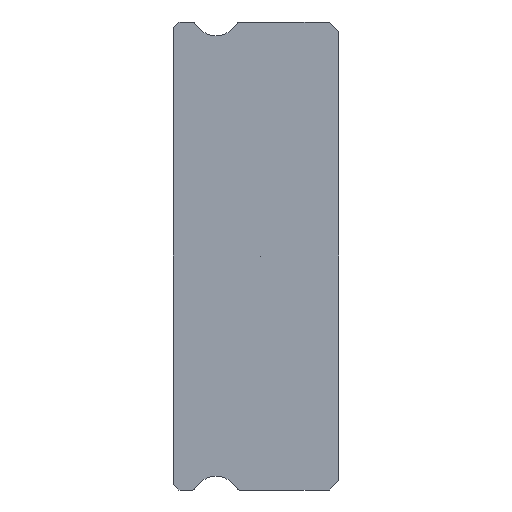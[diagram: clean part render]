
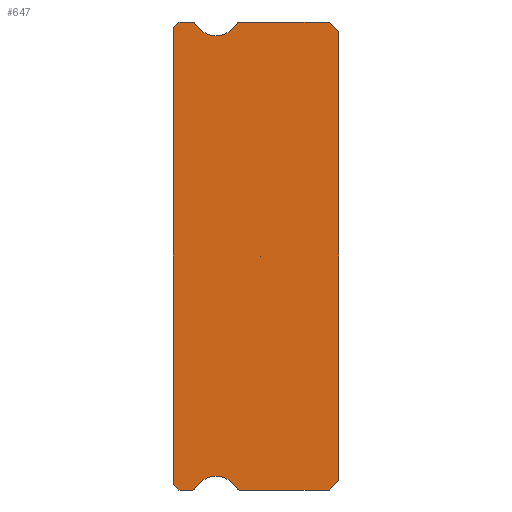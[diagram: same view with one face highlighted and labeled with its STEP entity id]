
A CAD part, left-side view. The second image highlights one B-rep face of the part: STEP entity #647.
In plain terms, the highlighted planar face has unit normal (-1, 0, 0).
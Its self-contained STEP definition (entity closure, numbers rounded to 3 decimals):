
#3 = VERTEX_POINT ( 'NONE', #1255 ) ;
#5 = DIRECTION ( 'NONE',  ( 0., 0., -1. ) ) ;
#13 = VECTOR ( 'NONE', #909, 1000. ) ;
#14 = DIRECTION ( 'NONE',  ( 0., 1., 0. ) ) ;
#17 = VECTOR ( 'NONE', #173, 1000. ) ;
#26 = CARTESIAN_POINT ( 'NONE',  ( -5., 8.5, -11.7 ) ) ;
#48 = ORIENTED_EDGE ( 'NONE', *, *, #161, .F. ) ;
#55 = CARTESIAN_POINT ( 'NONE',  ( -5., 7.383, 11.925 ) ) ;
#83 = AXIS2_PLACEMENT_3D ( 'NONE', #1049, #1583, #374 ) ;
#84 = DIRECTION ( 'NONE',  ( 0., -0.707, -0.707 ) ) ;
#89 = CARTESIAN_POINT ( 'NONE',  ( -5., 5.088, -12. ) ) ;
#99 = CARTESIAN_POINT ( 'NONE',  ( -5., 6.3, 11.3 ) ) ;
#116 = CARTESIAN_POINT ( 'NONE',  ( -5., 8.2, 12. ) ) ;
#125 = CARTESIAN_POINT ( 'NONE',  ( -5., 8.5, 11.85 ) ) ;
#147 = ORIENTED_EDGE ( 'NONE', *, *, #492, .F. ) ;
#155 = EDGE_CURVE ( 'NONE', #1101, #620, #252, .T. ) ;
#161 = EDGE_CURVE ( 'NONE', #620, #464, #1017, .T. ) ;
#162 = ORIENTED_EDGE ( 'NONE', *, *, #633, .F. ) ;
#165 = VECTOR ( 'NONE', #1479, 1000. ) ;
#173 = DIRECTION ( 'NONE',  ( 0., 0.707, -0.707 ) ) ;
#175 = VERTEX_POINT ( 'NONE', #432 ) ;
#191 = LINE ( 'NONE', #330, #1319 ) ;
#192 = VECTOR ( 'NONE', #384, 1000. ) ;
#214 = EDGE_CURVE ( 'NONE', #1173, #579, #1195, .T. ) ;
#242 = DIRECTION ( 'NONE',  ( 0., 0., -1. ) ) ;
#252 = CIRCLE ( 'NONE', #316, 1.25 ) ;
#278 = CARTESIAN_POINT ( 'NONE',  ( -5., 6.3, 12.55 ) ) ;
#295 = EDGE_CURVE ( 'NONE', #3, #1159, #1607, .T. ) ;
#302 = CIRCLE ( 'NONE', #1272, 0.15 ) ;
#303 = ORIENTED_EDGE ( 'NONE', *, *, #1256, .F. ) ;
#313 = CARTESIAN_POINT ( 'NONE',  ( -5., 6.3, -12.55 ) ) ;
#314 = CIRCLE ( 'NONE', #1660, 0.15 ) ;
#316 = AXIS2_PLACEMENT_3D ( 'NONE', #278, #1356, #1615 ) ;
#329 = VERTEX_POINT ( 'NONE', #594 ) ;
#330 = CARTESIAN_POINT ( 'NONE',  ( -5., 8.2, 12. ) ) ;
#334 = VERTEX_POINT ( 'NONE', #55 ) ;
#340 = ORIENTED_EDGE ( 'NONE', *, *, #651, .F. ) ;
#346 = EDGE_CURVE ( 'NONE', #1173, #329, #1518, .T. ) ;
#370 = AXIS2_PLACEMENT_3D ( 'NONE', #768, #1019, #1695 ) ;
#374 = DIRECTION ( 'NONE',  ( 0., 0., -1. ) ) ;
#384 = DIRECTION ( 'NONE',  ( 0., -1., 0. ) ) ;
#391 = LINE ( 'NONE', #915, #1044 ) ;
#432 = CARTESIAN_POINT ( 'NONE',  ( -5., 7.512, 12. ) ) ;
#452 = CIRCLE ( 'NONE', #822, 0.15 ) ;
#459 = CIRCLE ( 'NONE', #83, 1.25 ) ;
#464 = VERTEX_POINT ( 'NONE', #527 ) ;
#483 = CARTESIAN_POINT ( 'NONE',  ( -5., 0., 11.5 ) ) ;
#492 = EDGE_CURVE ( 'NONE', #563, #575, #1340, .T. ) ;
#514 = LINE ( 'NONE', #813, #165 ) ;
#527 = CARTESIAN_POINT ( 'NONE',  ( -5., 5.088, 12. ) ) ;
#542 = CARTESIAN_POINT ( 'NONE',  ( -5., 5.088, 11.85 ) ) ;
#563 = VERTEX_POINT ( 'NONE', #26 ) ;
#575 = VERTEX_POINT ( 'NONE', #1234 ) ;
#576 = EDGE_CURVE ( 'NONE', #175, #1420, #191, .T. ) ;
#579 = VERTEX_POINT ( 'NONE', #483 ) ;
#594 = CARTESIAN_POINT ( 'NONE',  ( -5., 0.5, -12. ) ) ;
#606 = CARTESIAN_POINT ( 'NONE',  ( -5., 8.2, -12. ) ) ;
#620 = VERTEX_POINT ( 'NONE', #735 ) ;
#630 = VERTEX_POINT ( 'NONE', #606 ) ;
#633 = EDGE_CURVE ( 'NONE', #1159, #1013, #452, .T. ) ;
#634 = DIRECTION ( 'NONE',  ( 1., 0., 0. ) ) ;
#647 = ADVANCED_FACE ( 'NONE', ( #886 ), #1174, .F. ) ;
#649 = EDGE_CURVE ( 'NONE', #630, #1013, #1415, .T. ) ;
#651 = EDGE_CURVE ( 'NONE', #1312, #579, #879, .T. ) ;
#658 = DIRECTION ( 'NONE',  ( 1., 0., 0. ) ) ;
#700 = VECTOR ( 'NONE', #975, 1000. ) ;
#703 = DIRECTION ( 'NONE',  ( -1., 0., 0. ) ) ;
#716 = ORIENTED_EDGE ( 'NONE', *, *, #649, .T. ) ;
#734 = ORIENTED_EDGE ( 'NONE', *, *, #576, .T. ) ;
#735 = CARTESIAN_POINT ( 'NONE',  ( -5., 5.217, 11.925 ) ) ;
#746 = CARTESIAN_POINT ( 'NONE',  ( -5., 0.5, 12. ) ) ;
#751 = EDGE_CURVE ( 'NONE', #329, #1096, #514, .T. ) ;
#752 = ORIENTED_EDGE ( 'NONE', *, *, #782, .F. ) ;
#768 = CARTESIAN_POINT ( 'NONE',  ( -5., 7.512, 11.85 ) ) ;
#779 = CARTESIAN_POINT ( 'NONE',  ( -5., 7.383, -11.925 ) ) ;
#782 = EDGE_CURVE ( 'NONE', #1096, #3, #314, .T. ) ;
#813 = CARTESIAN_POINT ( 'NONE',  ( -5., 7.512, -12. ) ) ;
#822 = AXIS2_PLACEMENT_3D ( 'NONE', #1547, #634, #1432 ) ;
#879 = LINE ( 'NONE', #746, #1433 ) ;
#886 = FACE_OUTER_BOUND ( 'NONE', #1341, .T. ) ;
#909 = DIRECTION ( 'NONE',  ( 0., -0.707, -0.707 ) ) ;
#913 = CARTESIAN_POINT ( 'NONE',  ( -5., 7.512, 11.85 ) ) ;
#915 = CARTESIAN_POINT ( 'NONE',  ( -5., 8.5, 11.7 ) ) ;
#925 = ORIENTED_EDGE ( 'NONE', *, *, #214, .T. ) ;
#931 = DIRECTION ( 'NONE',  ( 0., 0.707, -0.707 ) ) ;
#972 = EDGE_CURVE ( 'NONE', #1420, #575, #391, .T. ) ;
#975 = DIRECTION ( 'NONE',  ( 0., 0., 1. ) ) ;
#997 = EDGE_CURVE ( 'NONE', #464, #1312, #1179, .T. ) ;
#1006 = ORIENTED_EDGE ( 'NONE', *, *, #1016, .T. ) ;
#1011 = CARTESIAN_POINT ( 'NONE',  ( -5., 7.512, -12. ) ) ;
#1013 = VERTEX_POINT ( 'NONE', #1050 ) ;
#1016 = EDGE_CURVE ( 'NONE', #563, #630, #1042, .T. ) ;
#1017 = CIRCLE ( 'NONE', #1459, 0.15 ) ;
#1018 = ORIENTED_EDGE ( 'NONE', *, *, #997, .F. ) ;
#1019 = DIRECTION ( 'NONE',  ( 1., 0., 0. ) ) ;
#1042 = LINE ( 'NONE', #1576, #13 ) ;
#1044 = VECTOR ( 'NONE', #931, 1000. ) ;
#1049 = CARTESIAN_POINT ( 'NONE',  ( -5., 6.3, 12.55 ) ) ;
#1050 = CARTESIAN_POINT ( 'NONE',  ( -5., 7.512, -12. ) ) ;
#1082 = DIRECTION ( 'NONE',  ( 0., 0., 1. ) ) ;
#1096 = VERTEX_POINT ( 'NONE', #89 ) ;
#1101 = VERTEX_POINT ( 'NONE', #99 ) ;
#1107 = AXIS2_PLACEMENT_3D ( 'NONE', #313, #703, #1241 ) ;
#1159 = VERTEX_POINT ( 'NONE', #779 ) ;
#1161 = VECTOR ( 'NONE', #1082, 1000. ) ;
#1167 = ORIENTED_EDGE ( 'NONE', *, *, #346, .F. ) ;
#1168 = DIRECTION ( 'NONE',  ( 0., -1., 0. ) ) ;
#1173 = VERTEX_POINT ( 'NONE', #1424 ) ;
#1174 = PLANE ( 'NONE',  #370 ) ;
#1179 = LINE ( 'NONE', #1712, #192 ) ;
#1195 = LINE ( 'NONE', #1734, #700 ) ;
#1205 = DIRECTION ( 'NONE',  ( 0., 0., -1. ) ) ;
#1234 = CARTESIAN_POINT ( 'NONE',  ( -5., 8.5, 11.7 ) ) ;
#1241 = DIRECTION ( 'NONE',  ( 0., 0., -1. ) ) ;
#1255 = CARTESIAN_POINT ( 'NONE',  ( -5., 5.217, -11.925 ) ) ;
#1256 = EDGE_CURVE ( 'NONE', #334, #1101, #459, .T. ) ;
#1257 = EDGE_CURVE ( 'NONE', #175, #334, #302, .T. ) ;
#1272 = AXIS2_PLACEMENT_3D ( 'NONE', #913, #1443, #242 ) ;
#1312 = VERTEX_POINT ( 'NONE', #1425 ) ;
#1319 = VECTOR ( 'NONE', #14, 1000. ) ;
#1340 = LINE ( 'NONE', #125, #1161 ) ;
#1341 = EDGE_LOOP ( 'NONE', ( #147, #1006, #716, #162, #1486, #752, #1514, #1167, #925, #340, #1018, #48, #1691, #303, #1394, #734, #1482 ) ) ;
#1356 = DIRECTION ( 'NONE',  ( -1., 0., 0. ) ) ;
#1382 = CARTESIAN_POINT ( 'NONE',  ( -5., 0., -11.5 ) ) ;
#1394 = ORIENTED_EDGE ( 'NONE', *, *, #1257, .F. ) ;
#1415 = LINE ( 'NONE', #1011, #1581 ) ;
#1420 = VERTEX_POINT ( 'NONE', #116 ) ;
#1424 = CARTESIAN_POINT ( 'NONE',  ( -5., 0., -11.5 ) ) ;
#1425 = CARTESIAN_POINT ( 'NONE',  ( -5., 0.5, 12. ) ) ;
#1432 = DIRECTION ( 'NONE',  ( 0., 0., -1. ) ) ;
#1433 = VECTOR ( 'NONE', #84, 1000. ) ;
#1443 = DIRECTION ( 'NONE',  ( 1., 0., 0. ) ) ;
#1459 = AXIS2_PLACEMENT_3D ( 'NONE', #542, #658, #5 ) ;
#1479 = DIRECTION ( 'NONE',  ( 0., 1., 0. ) ) ;
#1482 = ORIENTED_EDGE ( 'NONE', *, *, #972, .T. ) ;
#1486 = ORIENTED_EDGE ( 'NONE', *, *, #295, .F. ) ;
#1488 = CARTESIAN_POINT ( 'NONE',  ( -5., 5.088, -11.85 ) ) ;
#1514 = ORIENTED_EDGE ( 'NONE', *, *, #751, .F. ) ;
#1518 = LINE ( 'NONE', #1382, #17 ) ;
#1547 = CARTESIAN_POINT ( 'NONE',  ( -5., 7.512, -11.85 ) ) ;
#1576 = CARTESIAN_POINT ( 'NONE',  ( -5., 8.2, -12. ) ) ;
#1581 = VECTOR ( 'NONE', #1168, 1000. ) ;
#1583 = DIRECTION ( 'NONE',  ( -1., 0., 0. ) ) ;
#1607 = CIRCLE ( 'NONE', #1107, 1.25 ) ;
#1615 = DIRECTION ( 'NONE',  ( 0., 0., -1. ) ) ;
#1660 = AXIS2_PLACEMENT_3D ( 'NONE', #1488, #1715, #1205 ) ;
#1691 = ORIENTED_EDGE ( 'NONE', *, *, #155, .F. ) ;
#1695 = DIRECTION ( 'NONE',  ( 0., 0., -1. ) ) ;
#1712 = CARTESIAN_POINT ( 'NONE',  ( -5., 7.512, 12. ) ) ;
#1715 = DIRECTION ( 'NONE',  ( 1., 0., 0. ) ) ;
#1734 = CARTESIAN_POINT ( 'NONE',  ( -5., 0., 11.5 ) ) ;
